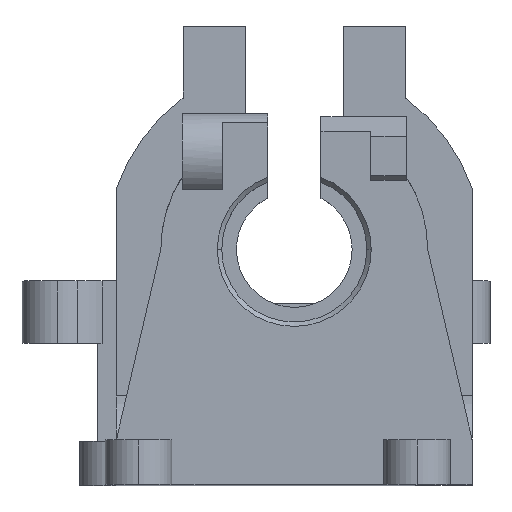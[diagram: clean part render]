
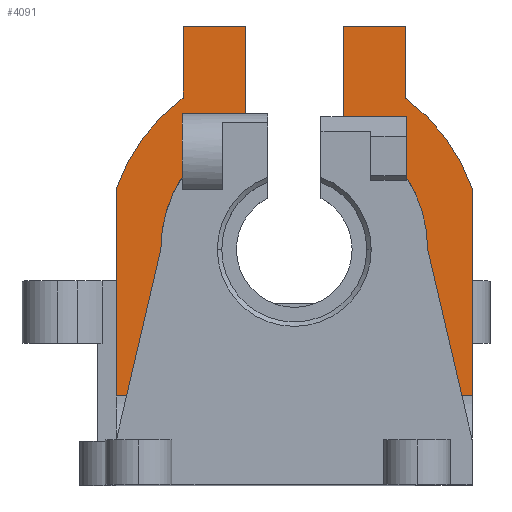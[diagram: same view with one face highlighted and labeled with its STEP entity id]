
A CAD part, top view. The second image highlights one B-rep face of the part: STEP entity #4091.
In plain terms, the highlighted planar face has unit normal (0, 0, 1).
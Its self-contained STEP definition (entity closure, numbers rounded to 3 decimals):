
#42 = VERTEX_POINT ( 'NONE', #1346 ) ;
#70 = AXIS2_PLACEMENT_3D ( 'NONE', #3316, #6259, #4310 ) ;
#296 = VECTOR ( 'NONE', #1575, 1000. ) ;
#422 = AXIS2_PLACEMENT_3D ( 'NONE', #3062, #3442, #4019 ) ;
#438 = EDGE_CURVE ( 'NONE', #3840, #3024, #4725, .T. ) ;
#473 = CARTESIAN_POINT ( 'NONE',  ( 5.5, 51.571, 15.5 ) ) ;
#509 = LINE ( 'NONE', #6257, #1378 ) ;
#515 = EDGE_CURVE ( 'NONE', #5190, #3439, #509, .T. ) ;
#654 = EDGE_CURVE ( 'NONE', #3688, #938, #3491, .T. ) ;
#663 = CARTESIAN_POINT ( 'NONE',  ( -20., 33.3, 15.5 ) ) ;
#691 = DIRECTION ( 'NONE',  ( 0., -1., 0. ) ) ;
#722 = LINE ( 'NONE', #1706, #4341 ) ;
#825 = VERTEX_POINT ( 'NONE', #4731 ) ;
#833 = CARTESIAN_POINT ( 'NONE',  ( -5.5, 37.923, 15.5 ) ) ;
#845 = CARTESIAN_POINT ( 'NONE',  ( 20., 33.3, 15.5 ) ) ;
#901 = DIRECTION ( 'NONE',  ( 1., 0., 0. ) ) ;
#915 = VECTOR ( 'NONE', #4897, 1000. ) ;
#938 = VERTEX_POINT ( 'NONE', #4356 ) ;
#1036 = DIRECTION ( 'NONE',  ( 1., 0., 0. ) ) ;
#1169 = CARTESIAN_POINT ( 'NONE',  ( 0., 26.421, 15.5 ) ) ;
#1236 = ORIENTED_EDGE ( 'NONE', *, *, #4827, .F. ) ;
#1310 = CARTESIAN_POINT ( 'NONE',  ( -12.75, 26.421, 15.5 ) ) ;
#1346 = CARTESIAN_POINT ( 'NONE',  ( 20., 10., 15.5 ) ) ;
#1378 = VECTOR ( 'NONE', #1036, 1000. ) ;
#1395 = CARTESIAN_POINT ( 'NONE',  ( 12.75, 26.421, 15.5 ) ) ;
#1400 = ORIENTED_EDGE ( 'NONE', *, *, #5383, .F. ) ;
#1416 = CIRCLE ( 'NONE', #4949, 12.75 ) ;
#1503 = CARTESIAN_POINT ( 'NONE',  ( -12.5, 51.571, 15.5 ) ) ;
#1523 = VECTOR ( 'NONE', #901, 1000. ) ;
#1546 = VECTOR ( 'NONE', #691, 1000. ) ;
#1575 = DIRECTION ( 'NONE',  ( 0., -1., 0. ) ) ;
#1668 = CARTESIAN_POINT ( 'NONE',  ( 0., 26.421, 15.5 ) ) ;
#1682 = CARTESIAN_POINT ( 'NONE',  ( 12.5, 51.571, 15.5 ) ) ;
#1691 = AXIS2_PLACEMENT_3D ( 'NONE', #1996, #2398, #2956 ) ;
#1706 = CARTESIAN_POINT ( 'NONE',  ( 5.5, 51.571, 15.5 ) ) ;
#1758 = DIRECTION ( 'NONE',  ( 0., 0., -1. ) ) ;
#1770 = DIRECTION ( 'NONE',  ( 0., 0., 1. ) ) ;
#1822 = VERTEX_POINT ( 'NONE', #2995 ) ;
#1840 = CARTESIAN_POINT ( 'NONE',  ( -12.5, 51.571, 15.5 ) ) ;
#1911 = PLANE ( 'NONE',  #1691 ) ;
#1915 = VECTOR ( 'NONE', #2359, 1000. ) ;
#1922 = VECTOR ( 'NONE', #5390, 1000. ) ;
#1996 = CARTESIAN_POINT ( 'NONE',  ( 20., 5., 15.5 ) ) ;
#2050 = ORIENTED_EDGE ( 'NONE', *, *, #3875, .F. ) ;
#2184 = ORIENTED_EDGE ( 'NONE', *, *, #3559, .F. ) ;
#2218 = EDGE_CURVE ( 'NONE', #3024, #825, #1416, .T. ) ;
#2359 = DIRECTION ( 'NONE',  ( 0., 1., 0. ) ) ;
#2398 = DIRECTION ( 'NONE',  ( 0., 0., -1. ) ) ;
#2402 = EDGE_CURVE ( 'NONE', #5648, #5584, #5899, .T. ) ;
#2482 = CARTESIAN_POINT ( 'NONE',  ( 12.5, 43.482, 15.5 ) ) ;
#2551 = LINE ( 'NONE', #4465, #915 ) ;
#2634 = VERTEX_POINT ( 'NONE', #473 ) ;
#2661 = DIRECTION ( 'NONE',  ( 0., 1., 0. ) ) ;
#2692 = DIRECTION ( 'NONE',  ( 1., 0., 0. ) ) ;
#2735 = AXIS2_PLACEMENT_3D ( 'NONE', #5191, #1758, #4218 ) ;
#2755 = CARTESIAN_POINT ( 'NONE',  ( 12.5, 51.571, 15.5 ) ) ;
#2877 = LINE ( 'NONE', #6204, #1523 ) ;
#2896 = FACE_OUTER_BOUND ( 'NONE', #6038, .T. ) ;
#2942 = ORIENTED_EDGE ( 'NONE', *, *, #438, .F. ) ;
#2947 = LINE ( 'NONE', #4439, #3749 ) ;
#2956 = DIRECTION ( 'NONE',  ( 0., 1., 0. ) ) ;
#2995 = CARTESIAN_POINT ( 'NONE',  ( -12.5, 43.482, 15.5 ) ) ;
#3024 = VERTEX_POINT ( 'NONE', #1395 ) ;
#3062 = CARTESIAN_POINT ( 'NONE',  ( 0., 26.421, 15.5 ) ) ;
#3072 = EDGE_CURVE ( 'NONE', #1822, #5190, #4764, .T. ) ;
#3164 = CIRCLE ( 'NONE', #422, 12.75 ) ;
#3201 = ORIENTED_EDGE ( 'NONE', *, *, #5210, .F. ) ;
#3316 = CARTESIAN_POINT ( 'NONE',  ( 0., 26.421, 15.5 ) ) ;
#3439 = VERTEX_POINT ( 'NONE', #5195 ) ;
#3442 = DIRECTION ( 'NONE',  ( 0., 0., 1. ) ) ;
#3491 = LINE ( 'NONE', #6023, #1546 ) ;
#3546 = DIRECTION ( 'NONE',  ( 1., 0., 0. ) ) ;
#3559 = EDGE_CURVE ( 'NONE', #3883, #3840, #3164, .T. ) ;
#3605 = AXIS2_PLACEMENT_3D ( 'NONE', #1668, #5476, #3546 ) ;
#3688 = VERTEX_POINT ( 'NONE', #663 ) ;
#3749 = VECTOR ( 'NONE', #3999, 1000. ) ;
#3840 = VERTEX_POINT ( 'NONE', #1310 ) ;
#3875 = EDGE_CURVE ( 'NONE', #3688, #1822, #5331, .T. ) ;
#3883 = VERTEX_POINT ( 'NONE', #833 ) ;
#3889 = ORIENTED_EDGE ( 'NONE', *, *, #3072, .F. ) ;
#3923 = ORIENTED_EDGE ( 'NONE', *, *, #4053, .F. ) ;
#3999 = DIRECTION ( 'NONE',  ( 0., -1., 0. ) ) ;
#4019 = DIRECTION ( 'NONE',  ( 1., 0., 0. ) ) ;
#4053 = EDGE_CURVE ( 'NONE', #825, #2634, #722, .T. ) ;
#4091 = ADVANCED_FACE ( 'NONE', ( #2896 ), #1911, .F. ) ;
#4218 = DIRECTION ( 'NONE',  ( 0., 1., 0. ) ) ;
#4310 = DIRECTION ( 'NONE',  ( 0., 1., 0. ) ) ;
#4341 = VECTOR ( 'NONE', #2661, 1000. ) ;
#4356 = CARTESIAN_POINT ( 'NONE',  ( -20., 10., 15.5 ) ) ;
#4411 = LINE ( 'NONE', #4969, #296 ) ;
#4439 = CARTESIAN_POINT ( 'NONE',  ( 20., 5., 15.5 ) ) ;
#4465 = CARTESIAN_POINT ( 'NONE',  ( 20., 51.571, 15.5 ) ) ;
#4725 = CIRCLE ( 'NONE', #3605, 12.75 ) ;
#4731 = CARTESIAN_POINT ( 'NONE',  ( 5.5, 37.923, 15.5 ) ) ;
#4764 = LINE ( 'NONE', #1840, #1915 ) ;
#4820 = ORIENTED_EDGE ( 'NONE', *, *, #4852, .F. ) ;
#4827 = EDGE_CURVE ( 'NONE', #5150, #42, #2947, .T. ) ;
#4852 = EDGE_CURVE ( 'NONE', #3439, #3883, #4411, .T. ) ;
#4897 = DIRECTION ( 'NONE',  ( 1., 0., 0. ) ) ;
#4926 = ORIENTED_EDGE ( 'NONE', *, *, #2218, .F. ) ;
#4949 = AXIS2_PLACEMENT_3D ( 'NONE', #1169, #1770, #2692 ) ;
#4969 = CARTESIAN_POINT ( 'NONE',  ( -5.5, 51.571, 15.5 ) ) ;
#5150 = VERTEX_POINT ( 'NONE', #845 ) ;
#5190 = VERTEX_POINT ( 'NONE', #1503 ) ;
#5191 = CARTESIAN_POINT ( 'NONE',  ( 0., 26.421, 15.5 ) ) ;
#5195 = CARTESIAN_POINT ( 'NONE',  ( -5.5, 51.571, 15.5 ) ) ;
#5210 = EDGE_CURVE ( 'NONE', #2634, #5648, #2551, .T. ) ;
#5231 = ORIENTED_EDGE ( 'NONE', *, *, #515, .F. ) ;
#5297 = ORIENTED_EDGE ( 'NONE', *, *, #5970, .T. ) ;
#5331 = CIRCLE ( 'NONE', #70, 21.15 ) ;
#5383 = EDGE_CURVE ( 'NONE', #5584, #5150, #5464, .T. ) ;
#5390 = DIRECTION ( 'NONE',  ( 0., -1., 0. ) ) ;
#5464 = CIRCLE ( 'NONE', #2735, 21.15 ) ;
#5476 = DIRECTION ( 'NONE',  ( 0., 0., 1. ) ) ;
#5498 = ORIENTED_EDGE ( 'NONE', *, *, #2402, .F. ) ;
#5584 = VERTEX_POINT ( 'NONE', #2482 ) ;
#5648 = VERTEX_POINT ( 'NONE', #2755 ) ;
#5899 = LINE ( 'NONE', #1682, #1922 ) ;
#5944 = ORIENTED_EDGE ( 'NONE', *, *, #654, .T. ) ;
#5970 = EDGE_CURVE ( 'NONE', #938, #42, #2877, .T. ) ;
#6023 = CARTESIAN_POINT ( 'NONE',  ( -20., 5., 15.5 ) ) ;
#6038 = EDGE_LOOP ( 'NONE', ( #5944, #5297, #1236, #1400, #5498, #3201, #3923, #4926, #2942, #2184, #4820, #5231, #3889, #2050 ) ) ;
#6204 = CARTESIAN_POINT ( 'NONE',  ( -0.6, 10., 15.5 ) ) ;
#6257 = CARTESIAN_POINT ( 'NONE',  ( -20., 51.571, 15.5 ) ) ;
#6259 = DIRECTION ( 'NONE',  ( 0., 0., -1. ) ) ;
